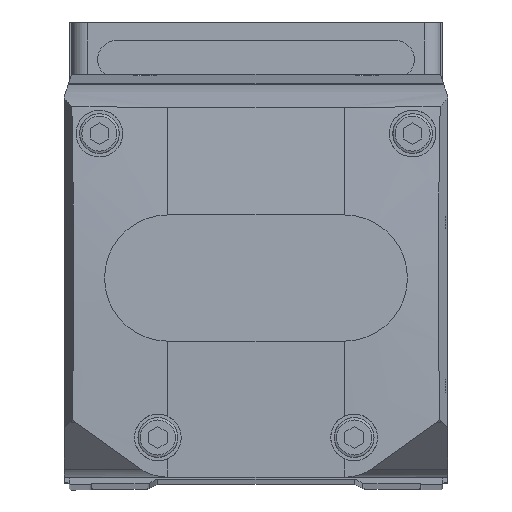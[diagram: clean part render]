
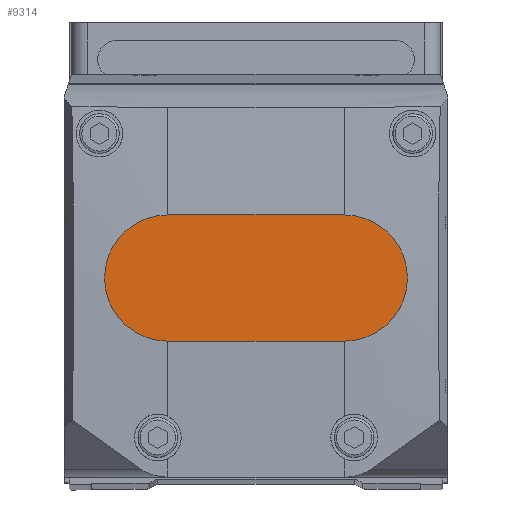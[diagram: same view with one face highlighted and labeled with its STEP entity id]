
A CAD part, top view. The second image highlights one B-rep face of the part: STEP entity #9314.
In plain terms, the highlighted planar face has unit normal (0, 0, 1).
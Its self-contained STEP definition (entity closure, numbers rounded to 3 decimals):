
#512=CIRCLE('',#10792,13.5);
#513=CIRCLE('',#10794,13.5);
#1312=ORIENTED_EDGE('',*,*,#3651,.F.);
#1313=ORIENTED_EDGE('',*,*,#3823,.F.);
#1314=ORIENTED_EDGE('',*,*,#3672,.F.);
#1315=ORIENTED_EDGE('',*,*,#3820,.T.);
#3651=EDGE_CURVE('',#4941,#4942,#512,.T.);
#3672=EDGE_CURVE('',#4962,#4952,#513,.T.);
#3820=EDGE_CURVE('',#4962,#4942,#5843,.T.);
#3823=EDGE_CURVE('',#4952,#4941,#5844,.T.);
#4941=VERTEX_POINT('',#15173);
#4942=VERTEX_POINT('',#15175);
#4952=VERTEX_POINT('',#15231);
#4962=VERTEX_POINT('',#15286);
#5843=LINE('',#15578,#6701);
#5844=LINE('',#15582,#6702);
#6701=VECTOR('',#12329,1000.);
#6702=VECTOR('',#12336,1000.);
#7398=EDGE_LOOP('',(#1312,#1313,#1314,#1315));
#8192=FACE_BOUND('',#7398,.T.);
#8963=PLANE('',#10888);
#9314=ADVANCED_FACE('',(#8192),#8963,.F.);
#10792=AXIS2_PLACEMENT_3D('',#15174,#12057,#12058);
#10794=AXIS2_PLACEMENT_3D('',#15287,#12065,#12066);
#10888=AXIS2_PLACEMENT_3D('',#15583,#12337,#12338);
#12057=DIRECTION('',(0.,0.,-1.));
#12058=DIRECTION('',(-1.,0.,0.));
#12065=DIRECTION('',(0.,0.,-1.));
#12066=DIRECTION('',(-1.,0.,0.));
#12329=DIRECTION('',(-1.,0.,0.));
#12336=DIRECTION('',(-1.,0.,0.));
#12337=DIRECTION('',(0.,0.,-1.));
#12338=DIRECTION('',(-1.,0.,0.));
#15173=CARTESIAN_POINT('',(-18.9,30.6,67.5));
#15174=CARTESIAN_POINT('',(-18.9,44.1,67.5));
#15175=CARTESIAN_POINT('',(-18.9,57.6,67.5));
#15231=CARTESIAN_POINT('',(18.9,30.6,67.5));
#15286=CARTESIAN_POINT('',(18.9,57.6,67.5));
#15287=CARTESIAN_POINT('',(18.9,44.1,67.5));
#15578=CARTESIAN_POINT('',(41.,57.6,67.5));
#15582=CARTESIAN_POINT('',(41.,30.6,67.5));
#15583=CARTESIAN_POINT('',(41.,80.275,67.5));
